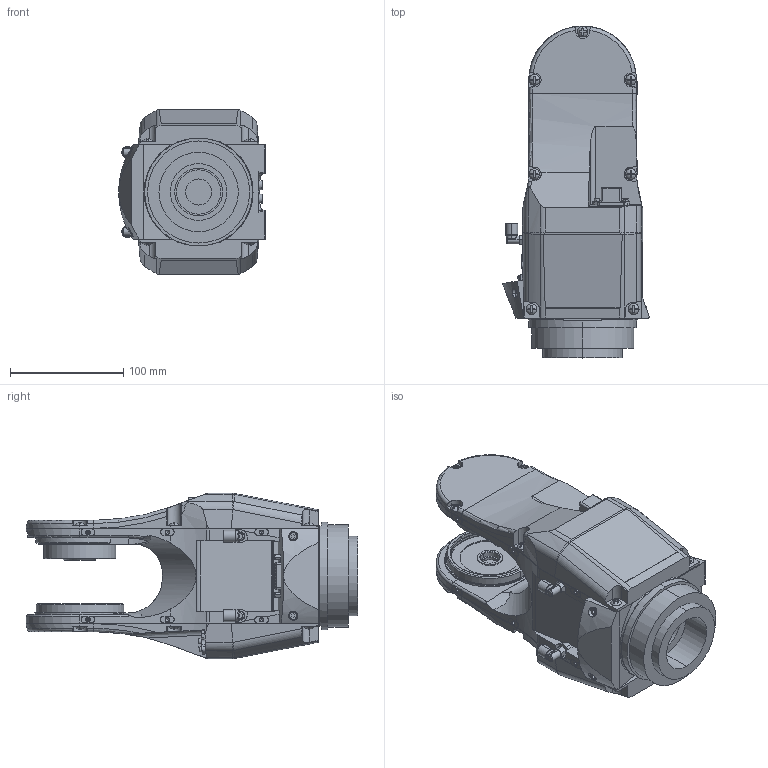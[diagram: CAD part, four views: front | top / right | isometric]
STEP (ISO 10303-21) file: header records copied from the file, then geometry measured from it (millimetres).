
FILE_DESCRIPTION((''),'2;1');
FILE_NAME('_C8-AXXXXX-700-S_ARM_4','2019-08-25T15:21:47',('arco0'),(''),'CREO PARAMETRIC BY PTC INC, 2018420','CREO PARAMETRIC BY PTC INC, 2018420','');
FILE_SCHEMA(('AUTOMOTIVE_DESIGN { 1 0 10303 214 1 1 1 1 }'));
Length unit declared in the file: millimetre
Products named in the file (1): _C8-AXXXXX-700-S_ARM_4
Bounding box: 129.34 x 292.5 x 146 mm (x, y, z)
Volume: 2323881.2 mm3; surface area: 185755.7 mm2
Topology: 1 solids, 1 shells, 1092 faces, 2978 edges, 1962 vertices
Faces by surface type: plane 616, cylinder 307, cone 95, torus 42, sphere 32
Entity records: 43475 total; most frequent: CARTESIAN_POINT 7741, ORIENTED_EDGE 5908, DIRECTION 5892, EDGE_CURVE 2954, AXIS2_PLACEMENT_3D 2137, VERTEX_POINT 1962, VECTOR 1618, LINE 1618
